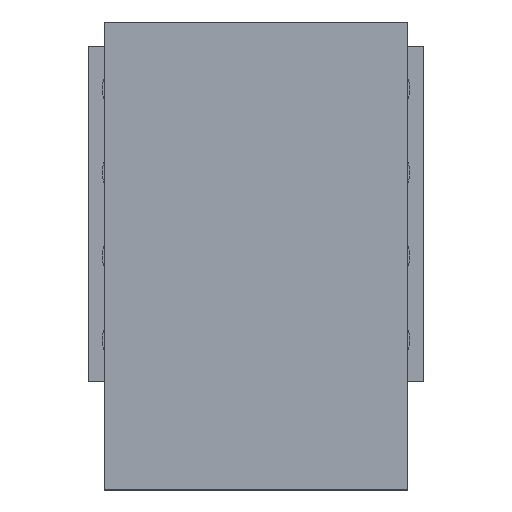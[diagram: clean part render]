
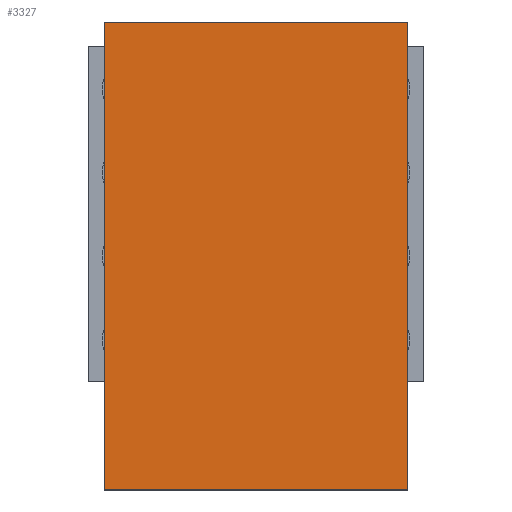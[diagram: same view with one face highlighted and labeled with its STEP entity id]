
A CAD part, top view. The second image highlights one B-rep face of the part: STEP entity #3327.
In plain terms, the highlighted planar face has unit normal (0, 0, 1).
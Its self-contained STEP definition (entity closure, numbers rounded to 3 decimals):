
#3026 = VERTEX_POINT('',#3027);
#3027 = CARTESIAN_POINT('',(-4.6,-8.37,9.1));
#3033 = EDGE_CURVE('',#3026,#3034,#3036,.T.);
#3034 = VERTEX_POINT('',#3035);
#3035 = CARTESIAN_POINT('',(-4.6,5.83,9.1));
#3036 = LINE('',#3037,#3038);
#3037 = CARTESIAN_POINT('',(-4.6,-8.37,9.1));
#3038 = VECTOR('',#3039,1.);
#3039 = DIRECTION('',(0.,1.,0.));
#3057 = VERTEX_POINT('',#3058);
#3058 = CARTESIAN_POINT('',(4.6,-8.37,9.1));
#3064 = EDGE_CURVE('',#3057,#3026,#3065,.T.);
#3065 = LINE('',#3066,#3067);
#3066 = CARTESIAN_POINT('',(4.6,-8.37,9.1));
#3067 = VECTOR('',#3068,1.);
#3068 = DIRECTION('',(-1.,0.,0.));
#3081 = VERTEX_POINT('',#3082);
#3082 = CARTESIAN_POINT('',(4.6,5.83,9.1));
#3088 = EDGE_CURVE('',#3081,#3057,#3089,.T.);
#3089 = LINE('',#3090,#3091);
#3090 = CARTESIAN_POINT('',(4.6,5.83,9.1));
#3091 = VECTOR('',#3092,1.);
#3092 = DIRECTION('',(0.,-1.,0.));
#3105 = EDGE_CURVE('',#3034,#3081,#3106,.T.);
#3106 = LINE('',#3107,#3108);
#3107 = CARTESIAN_POINT('',(-4.6,5.83,9.1));
#3108 = VECTOR('',#3109,1.);
#3109 = DIRECTION('',(1.,0.,0.));
#3327 = ADVANCED_FACE('',(#3328),#3334,.T.);
#3328 = FACE_BOUND('',#3329,.F.);
#3329 = EDGE_LOOP('',(#3330,#3331,#3332,#3333));
#3330 = ORIENTED_EDGE('',*,*,#3033,.T.);
#3331 = ORIENTED_EDGE('',*,*,#3105,.T.);
#3332 = ORIENTED_EDGE('',*,*,#3088,.T.);
#3333 = ORIENTED_EDGE('',*,*,#3064,.T.);
#3334 = PLANE('',#3335);
#3335 = AXIS2_PLACEMENT_3D('',#3336,#3337,#3338);
#3336 = CARTESIAN_POINT('',(-4.6,-8.37,9.1));
#3337 = DIRECTION('',(0.,0.,1.));
#3338 = DIRECTION('',(0.,1.,0.));
